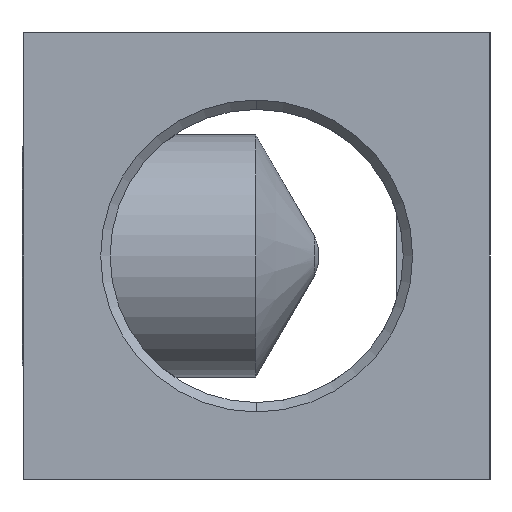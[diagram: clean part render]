
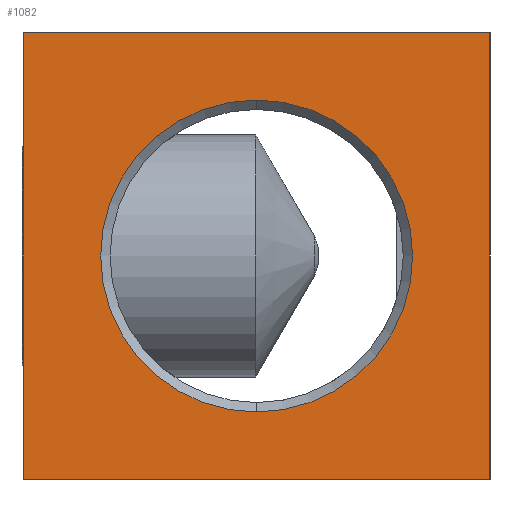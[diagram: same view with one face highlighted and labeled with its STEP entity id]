
A CAD part, left-side view. The second image highlights one B-rep face of the part: STEP entity #1082.
In plain terms, the highlighted planar face has unit normal (-1, 0, 0).
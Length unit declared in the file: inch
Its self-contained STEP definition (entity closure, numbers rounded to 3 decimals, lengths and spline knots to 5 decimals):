
#25 = LINE ( 'NONE', #1224, #1540 ) ;
#70 = VECTOR ( 'NONE', #1220, 39.37008 ) ;
#109 = CIRCLE ( 'NONE', #264, 0.52362 ) ;
#148 = EDGE_CURVE ( 'NONE', #836, #1299, #538, .T. ) ;
#149 = CARTESIAN_POINT ( 'NONE',  ( 0., 0.78346, 0.52362 ) ) ;
#160 = EDGE_CURVE ( 'NONE', #1714, #1299, #1430, .T. ) ;
#190 = DIRECTION ( 'NONE',  ( 0., 1., 0. ) ) ;
#237 = ORIENTED_EDGE ( 'NONE', *, *, #1037, .T. ) ;
#260 = DIRECTION ( 'NONE',  ( 0., 0., 1. ) ) ;
#264 = AXIS2_PLACEMENT_3D ( 'NONE', #997, #844, #260 ) ;
#267 = VERTEX_POINT ( 'NONE', #1555 ) ;
#336 = CIRCLE ( 'NONE', #1132, 0.52362 ) ;
#338 = ORIENTED_EDGE ( 'NONE', *, *, #1845, .F. ) ;
#375 = PLANE ( 'NONE',  #939 ) ;
#538 = LINE ( 'NONE', #772, #911 ) ;
#598 = DIRECTION ( 'NONE',  ( 0., 0., 1. ) ) ;
#655 = VERTEX_POINT ( 'NONE', #830 ) ;
#657 = ORIENTED_EDGE ( 'NONE', *, *, #776, .F. ) ;
#667 = DIRECTION ( 'NONE',  ( 1., 0., 0. ) ) ;
#700 = CARTESIAN_POINT ( 'NONE',  ( 0., 0., -0.75 ) ) ;
#772 = CARTESIAN_POINT ( 'NONE',  ( 0., 1.56693, 0.75 ) ) ;
#776 = EDGE_CURVE ( 'NONE', #267, #836, #1885, .T. ) ;
#781 = DIRECTION ( 'NONE',  ( 0., 0., 1. ) ) ;
#827 = CARTESIAN_POINT ( 'NONE',  ( 0., 0.78346, 0. ) ) ;
#830 = CARTESIAN_POINT ( 'NONE',  ( 0., 0.78346, -0.52362 ) ) ;
#836 = VERTEX_POINT ( 'NONE', #993 ) ;
#844 = DIRECTION ( 'NONE',  ( -1., 0., 0. ) ) ;
#911 = VECTOR ( 'NONE', #781, 39.37008 ) ;
#939 = AXIS2_PLACEMENT_3D ( 'NONE', #1382, #667, #190 ) ;
#993 = CARTESIAN_POINT ( 'NONE',  ( 0., 1.56693, -0.75 ) ) ;
#997 = CARTESIAN_POINT ( 'NONE',  ( 0., 0.78346, 0. ) ) ;
#1037 = EDGE_CURVE ( 'NONE', #267, #1714, #25, .T. ) ;
#1082 = ADVANCED_FACE ( 'NONE', ( #1534, #1114 ), #375, .F. ) ;
#1094 = EDGE_LOOP ( 'NONE', ( #1776, #338 ) ) ;
#1114 = FACE_BOUND ( 'NONE', #1094, .T. ) ;
#1132 = AXIS2_PLACEMENT_3D ( 'NONE', #827, #1137, #1276 ) ;
#1137 = DIRECTION ( 'NONE',  ( -1., 0., 0. ) ) ;
#1147 = CARTESIAN_POINT ( 'NONE',  ( 0., 1.56693, 0.75 ) ) ;
#1220 = DIRECTION ( 'NONE',  ( 0., 1., 0. ) ) ;
#1224 = CARTESIAN_POINT ( 'NONE',  ( 0., 0., 0.75 ) ) ;
#1276 = DIRECTION ( 'NONE',  ( 0., 0., 1. ) ) ;
#1299 = VERTEX_POINT ( 'NONE', #1147 ) ;
#1380 = ORIENTED_EDGE ( 'NONE', *, *, #160, .T. ) ;
#1382 = CARTESIAN_POINT ( 'NONE',  ( 0., 0., 0.75 ) ) ;
#1415 = EDGE_LOOP ( 'NONE', ( #237, #1380, #1768, #657 ) ) ;
#1430 = LINE ( 'NONE', #1517, #70 ) ;
#1475 = VECTOR ( 'NONE', #1874, 39.37008 ) ;
#1517 = CARTESIAN_POINT ( 'NONE',  ( 0., 0., 0.75 ) ) ;
#1534 = FACE_OUTER_BOUND ( 'NONE', #1415, .T. ) ;
#1540 = VECTOR ( 'NONE', #598, 39.37008 ) ;
#1555 = CARTESIAN_POINT ( 'NONE',  ( 0., 0., -0.75 ) ) ;
#1659 = EDGE_CURVE ( 'NONE', #1764, #655, #109, .T. ) ;
#1714 = VERTEX_POINT ( 'NONE', #1795 ) ;
#1764 = VERTEX_POINT ( 'NONE', #149 ) ;
#1768 = ORIENTED_EDGE ( 'NONE', *, *, #148, .F. ) ;
#1776 = ORIENTED_EDGE ( 'NONE', *, *, #1659, .F. ) ;
#1795 = CARTESIAN_POINT ( 'NONE',  ( 0., 0., 0.75 ) ) ;
#1845 = EDGE_CURVE ( 'NONE', #655, #1764, #336, .T. ) ;
#1874 = DIRECTION ( 'NONE',  ( 0., 1., 0. ) ) ;
#1885 = LINE ( 'NONE', #700, #1475 ) ;
